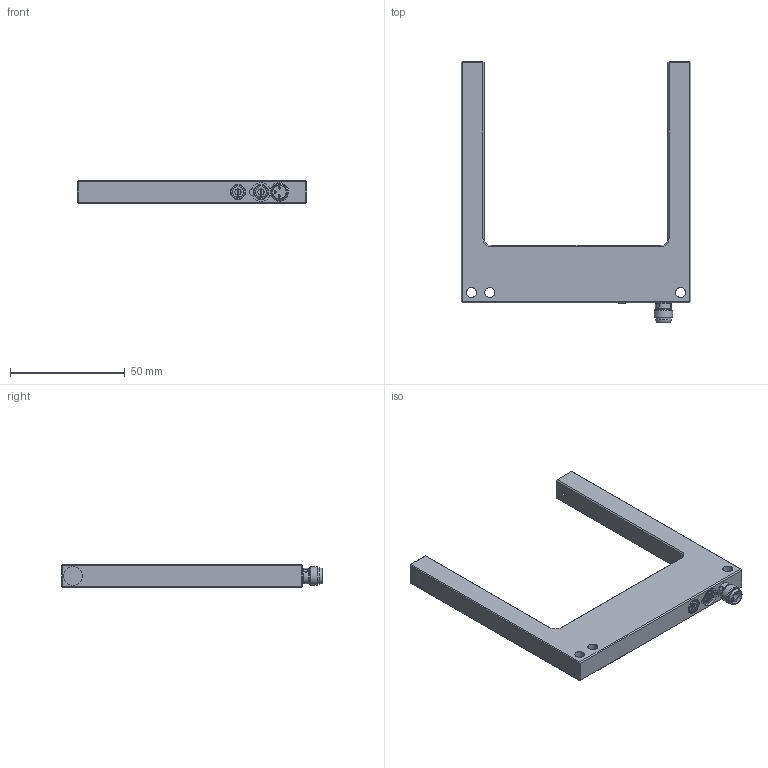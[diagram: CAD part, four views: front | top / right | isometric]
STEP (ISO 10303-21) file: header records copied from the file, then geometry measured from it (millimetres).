
FILE_DESCRIPTION((''),'2;1');
FILE_NAME('OGU 081-80-P3K-TSSL.stp','2013-04-11T07:22:37',('lck'),(''),'Autodesk Inventor 2013','Autodesk Inventor 2013','');
FILE_SCHEMA(('AUTOMOTIVE_DESIGN { 1 0 10303 214 1 1 1 1 }'));
Length unit declared in the file: millimetre
Products named in the file (1): Bauteil1
Bounding box: 100 x 113.5 x 10 mm (x, y, z)
Volume: 40446.4 mm3; surface area: 15080.8 mm2
Topology: 1 solids, 6 shells, 232 faces, 491 edges, 302 vertices
Faces by surface type: plane 134, cylinder 83, cone 10, sphere 3, torus 2
Full cylindrical faces by diameter (mm): 0.5 x6, 1 x3, 1.8 x1, 2 x4, 4.3 x3, 5 x2, 5.7 x1, 5.8 x2, 6.4 x1, 6.6 x4, 6.7 x6, 6.9 x1, 7.2 x1, 8 x1, 8.08 x2, 8.1 x2
Entity records: 6291 total; most frequent: CARTESIAN_POINT 1244, DIRECTION 1011, ORIENTED_EDGE 848, EDGE_CURVE 424, AXIS2_PLACEMENT_3D 390, EDGE_LOOP 334, VERTEX_POINT 286, FACE_OUTER_BOUND 232
